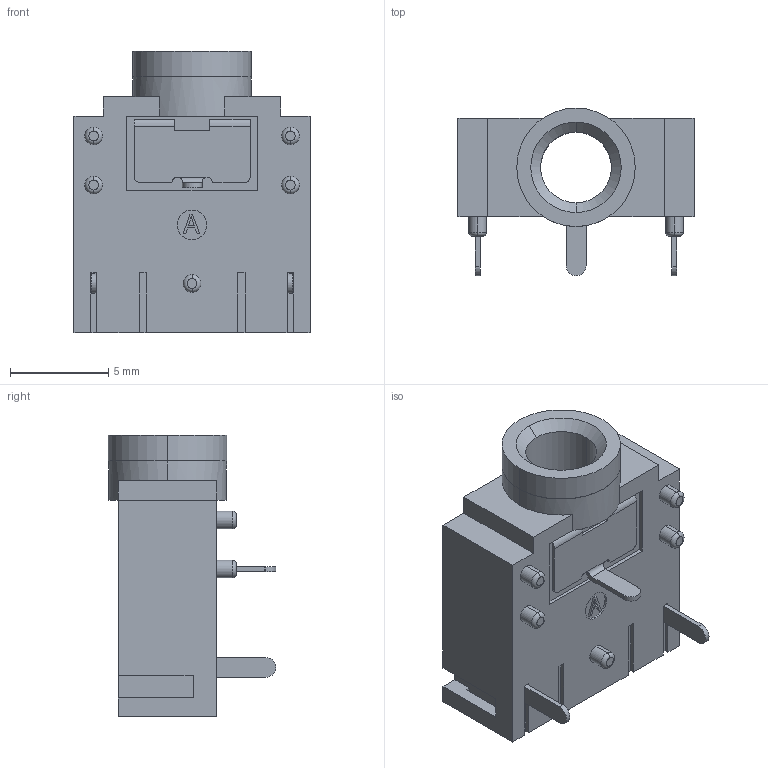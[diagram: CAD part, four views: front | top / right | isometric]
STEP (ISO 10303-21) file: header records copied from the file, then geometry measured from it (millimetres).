
FILE_DESCRIPTION (( 'STEP AP203' ), '1' );
FILE_NAME ('CUI_DEVICES_SJ1-3523N.step', '2023-06-23T15:33:11', ( '' ), ( '' ), 'SwSTEP 2.0', 'SolidWorks 2023', '' );
FILE_SCHEMA (( 'CONFIG_CONTROL_DESIGN' ));
Length unit declared in the file: millimetre
Products named in the file (1): CUI_DEVICES_SJ1-3523N
Bounding box: 12 x 8.51 x 14.3 mm (x, y, z)
Volume: 611 mm3; surface area: 810.6 mm2
Topology: 1 solids, 1 shells, 251 faces, 687 edges, 454 vertices
Faces by surface type: plane 192, cylinder 43, torus 10, bspline 4, cone 2
Entity records: 8194 total; most frequent: CARTESIAN_POINT 1655, ORIENTED_EDGE 1374, DIRECTION 1281, EDGE_CURVE 687, LINE 561, VECTOR 561, VERTEX_POINT 454, AXIS2_PLACEMENT_3D 360
